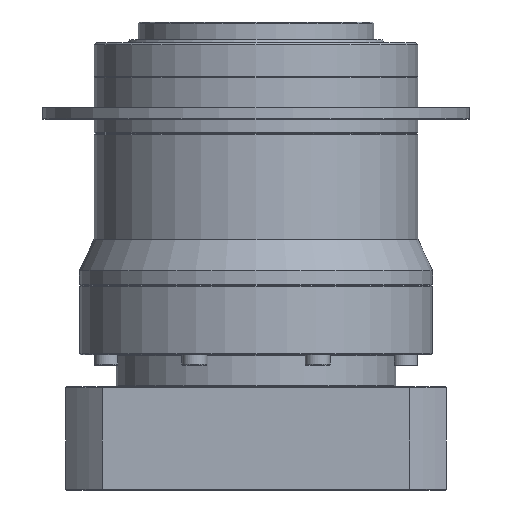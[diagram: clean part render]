
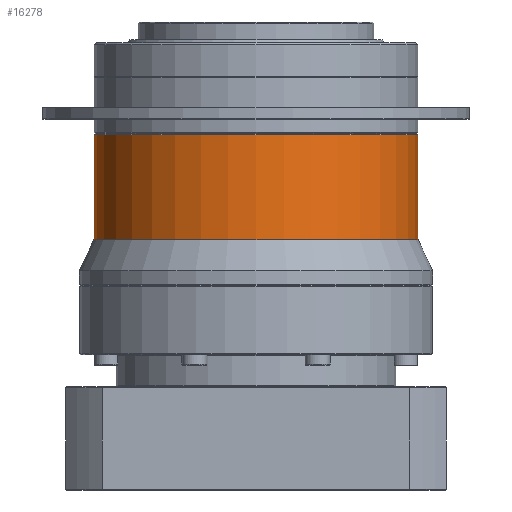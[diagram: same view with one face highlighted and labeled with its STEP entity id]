
A CAD part, front view. The second image highlights one B-rep face of the part: STEP entity #16278.
In plain terms, the highlighted cylindrical face has radius 55 mm (diameter 110 mm), a partial arc.
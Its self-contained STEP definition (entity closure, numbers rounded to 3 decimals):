
#715 = VERTEX_POINT ( 'NONE', #16666 ) ;
#1000 = VECTOR ( 'NONE', #14533, 1000. ) ;
#1514 = EDGE_CURVE ( 'NONE', #715, #10943, #1807, .T. ) ;
#1590 = EDGE_CURVE ( 'NONE', #16094, #715, #10230, .T. ) ;
#1664 = FACE_OUTER_BOUND ( 'NONE', #10376, .T. ) ;
#1795 = ORIENTED_EDGE ( 'NONE', *, *, #10774, .F. ) ;
#1807 = LINE ( 'NONE', #3655, #8390 ) ;
#3600 = DIRECTION ( 'NONE',  ( 0., 0., -1. ) ) ;
#3655 = CARTESIAN_POINT ( 'NONE',  ( -55., 0., 40.3 ) ) ;
#4342 = CYLINDRICAL_SURFACE ( 'NONE', #8540, 55. ) ;
#4499 = LINE ( 'NONE', #10597, #1000 ) ;
#4752 = DIRECTION ( 'NONE',  ( 1., 0., 0. ) ) ;
#4986 = DIRECTION ( 'NONE',  ( 0., 0., -1. ) ) ;
#5825 = AXIS2_PLACEMENT_3D ( 'NONE', #5956, #4986, #4752 ) ;
#5956 = CARTESIAN_POINT ( 'NONE',  ( 0., 0., 40. ) ) ;
#6285 = EDGE_CURVE ( 'NONE', #10943, #11412, #11087, .T. ) ;
#6499 = CARTESIAN_POINT ( 'NONE',  ( 0., 0., 4.3 ) ) ;
#6940 = ORIENTED_EDGE ( 'NONE', *, *, #1514, .T. ) ;
#7641 = CARTESIAN_POINT ( 'NONE',  ( 0., 0., 40.3 ) ) ;
#7829 = DIRECTION ( 'NONE',  ( 1., 0., 0. ) ) ;
#8390 = VECTOR ( 'NONE', #3600, 1000. ) ;
#8540 = AXIS2_PLACEMENT_3D ( 'NONE', #7641, #16775, #15476 ) ;
#9194 = ORIENTED_EDGE ( 'NONE', *, *, #1590, .T. ) ;
#9416 = CARTESIAN_POINT ( 'NONE',  ( 55., 0., 4.3 ) ) ;
#10230 = CIRCLE ( 'NONE', #5825, 55. ) ;
#10376 = EDGE_LOOP ( 'NONE', ( #1795, #9194, #6940, #10855 ) ) ;
#10597 = CARTESIAN_POINT ( 'NONE',  ( 55., 0., 40.3 ) ) ;
#10774 = EDGE_CURVE ( 'NONE', #16094, #11412, #4499, .T. ) ;
#10855 = ORIENTED_EDGE ( 'NONE', *, *, #6285, .T. ) ;
#10943 = VERTEX_POINT ( 'NONE', #12295 ) ;
#11037 = CARTESIAN_POINT ( 'NONE',  ( 55., 0., 40. ) ) ;
#11087 = CIRCLE ( 'NONE', #14360, 55. ) ;
#11412 = VERTEX_POINT ( 'NONE', #9416 ) ;
#12295 = CARTESIAN_POINT ( 'NONE',  ( -55., 0., 4.3 ) ) ;
#14360 = AXIS2_PLACEMENT_3D ( 'NONE', #6499, #15667, #7829 ) ;
#14533 = DIRECTION ( 'NONE',  ( 0., 0., -1. ) ) ;
#15476 = DIRECTION ( 'NONE',  ( -1., 0., 0. ) ) ;
#15667 = DIRECTION ( 'NONE',  ( 0., 0., 1. ) ) ;
#16094 = VERTEX_POINT ( 'NONE', #11037 ) ;
#16278 = ADVANCED_FACE ( 'NONE', ( #1664 ), #4342, .T. ) ;
#16666 = CARTESIAN_POINT ( 'NONE',  ( -55., 0., 40. ) ) ;
#16775 = DIRECTION ( 'NONE',  ( 0., 0., -1. ) ) ;
